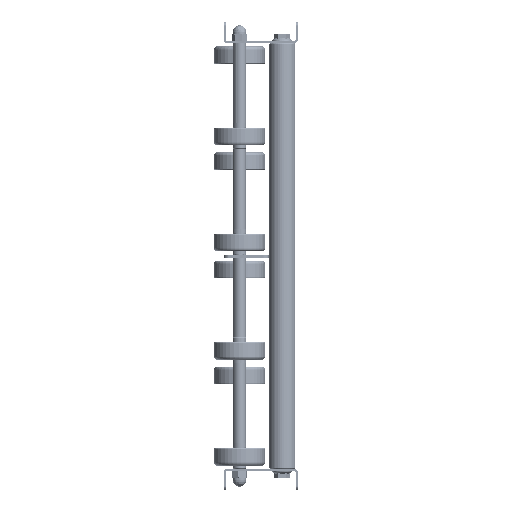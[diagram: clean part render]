
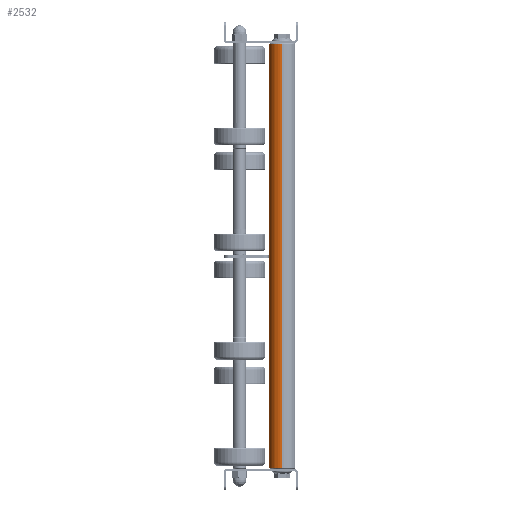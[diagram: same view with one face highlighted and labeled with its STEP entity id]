
A CAD part, left-side view. The second image highlights one B-rep face of the part: STEP entity #2532.
In plain terms, the highlighted cylindrical face has radius 12.5 mm (diameter 25 mm), a partial arc.
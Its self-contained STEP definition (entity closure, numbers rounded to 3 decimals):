
#131 = LINE ( 'NONE', #23952, #8521 ) ;
#164 = DIRECTION ( 'NONE',  ( 0., 0., -1. ) ) ;
#554 = CIRCLE ( 'NONE', #28421, 12.5 ) ;
#1214 = EDGE_CURVE ( 'NONE', #30007, #6977, #34860, .T. ) ;
#2532 = ADVANCED_FACE ( 'NONE', ( #19507 ), #30936, .T. ) ;
#3523 = CARTESIAN_POINT ( 'NONE',  ( 400., 0., 12.5 ) ) ;
#5781 = DIRECTION ( 'NONE',  ( -1., 0., 0. ) ) ;
#6015 = DIRECTION ( 'NONE',  ( 1., 0., 0. ) ) ;
#6814 = DIRECTION ( 'NONE',  ( -1., 0., 0. ) ) ;
#6977 = VERTEX_POINT ( 'NONE', #29933 ) ;
#7032 = AXIS2_PLACEMENT_3D ( 'NONE', #16113, #21710, #16302 ) ;
#8207 = EDGE_CURVE ( 'NONE', #6977, #17461, #131, .T. ) ;
#8521 = VECTOR ( 'NONE', #5781, 1000. ) ;
#11458 = ORIENTED_EDGE ( 'NONE', *, *, #20973, .F. ) ;
#16113 = CARTESIAN_POINT ( 'NONE',  ( 399., 0., 0. ) ) ;
#16210 = ORIENTED_EDGE ( 'NONE', *, *, #1214, .T. ) ;
#16302 = DIRECTION ( 'NONE',  ( 0., 0., -1. ) ) ;
#16621 = DIRECTION ( 'NONE',  ( 0., 0., 1. ) ) ;
#17148 = EDGE_LOOP ( 'NONE', ( #16210, #36960, #21716, #11458 ) ) ;
#17461 = VERTEX_POINT ( 'NONE', #24921 ) ;
#19320 = VECTOR ( 'NONE', #6814, 1000. ) ;
#19507 = FACE_OUTER_BOUND ( 'NONE', #17148, .T. ) ;
#20973 = EDGE_CURVE ( 'NONE', #30007, #31472, #30233, .T. ) ;
#21710 = DIRECTION ( 'NONE',  ( -1., 0., 0. ) ) ;
#21716 = ORIENTED_EDGE ( 'NONE', *, *, #29416, .T. ) ;
#23952 = CARTESIAN_POINT ( 'NONE',  ( 400., 0., -12.5 ) ) ;
#24921 = CARTESIAN_POINT ( 'NONE',  ( 1., 0., -12.5 ) ) ;
#25172 = AXIS2_PLACEMENT_3D ( 'NONE', #37159, #27634, #16621 ) ;
#27634 = DIRECTION ( 'NONE',  ( -1., 0., 0. ) ) ;
#28421 = AXIS2_PLACEMENT_3D ( 'NONE', #32534, #6015, #164 ) ;
#29416 = EDGE_CURVE ( 'NONE', #17461, #31472, #554, .T. ) ;
#29733 = CARTESIAN_POINT ( 'NONE',  ( 1., 0., 12.5 ) ) ;
#29933 = CARTESIAN_POINT ( 'NONE',  ( 399., 0., -12.5 ) ) ;
#30007 = VERTEX_POINT ( 'NONE', #37515 ) ;
#30233 = LINE ( 'NONE', #3523, #19320 ) ;
#30936 = CYLINDRICAL_SURFACE ( 'NONE', #25172, 12.5 ) ;
#31472 = VERTEX_POINT ( 'NONE', #29733 ) ;
#32534 = CARTESIAN_POINT ( 'NONE',  ( 1., 0., 0. ) ) ;
#34860 = CIRCLE ( 'NONE', #7032, 12.5 ) ;
#36960 = ORIENTED_EDGE ( 'NONE', *, *, #8207, .T. ) ;
#37159 = CARTESIAN_POINT ( 'NONE',  ( 400., 0., 0. ) ) ;
#37515 = CARTESIAN_POINT ( 'NONE',  ( 399., 0., 12.5 ) ) ;
